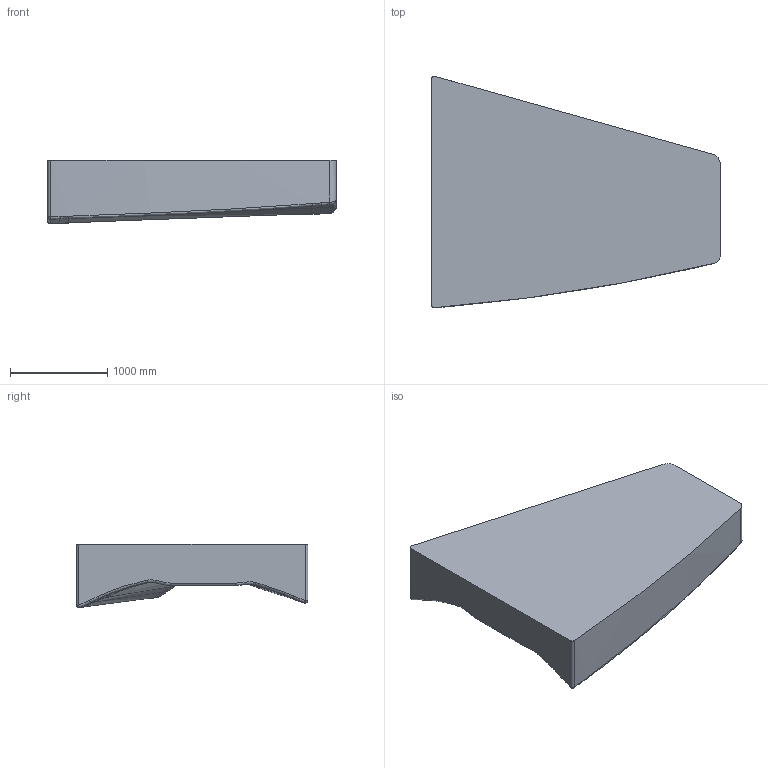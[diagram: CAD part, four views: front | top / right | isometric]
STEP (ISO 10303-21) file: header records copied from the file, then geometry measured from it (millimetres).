
FILE_DESCRIPTION(('CAx-IF Rec.Pracs.---Model Styling and Organization---1.5---2016-08-15','CAx-IF Rec.Pracs.---Geometric and Assembly Validation Properties---4.4---2016-08-17','CAx-IF Rec.Pracs.---User Defined Attributes---1.5---2016-08-15','CAx-IF Rec.Pracs.---External References---2.1---2005-01-19'),'2;1');
FILE_NAME('SamplePanel.stp','2024-01-25T15:21:05',('Unspecified'),('Unspecified'),'CAD Exchanger 3.24.0 (cadexchanger.com)','Unspecified','');
FILE_SCHEMA(('AP242_MANAGED_MODEL_BASED_3D_ENGINEERING_MIM_LF { 1 0 10303 442 1 1 4 }'));
Length unit declared in the file: metre
Products named in the file (15): A-70-P007; A-10-FiberArt; A-60-P006; A-10-P001; A-50-P005; A-20-P002; A-30-P003; A-40-P004; A-80-P008; A-90-P009; A-100-P010; A-110-P011; A-120-P012; layup surface; layup tool
Bounding box: 2963.1 x 2378.45 x 654.24 mm (x, y, z)
Surface area: 15646050.2 mm2 (no closed solid volume)
Topology: 0 solids, 2 shells, 87 faces, 723 edges, 662 vertices
Faces by surface type: bspline 74, cylinder 6, plane 5, sphere 2
Entity records: 20822 total; most frequent: CARTESIAN_POINT 16675, VERTEX_POINT 887, EDGE_CURVE 721, B_SPLINE_CURVE_WITH_KNOTS 503, ORIENTED_EDGE 418, DIRECTION 255, LINE 209, VECTOR 209
